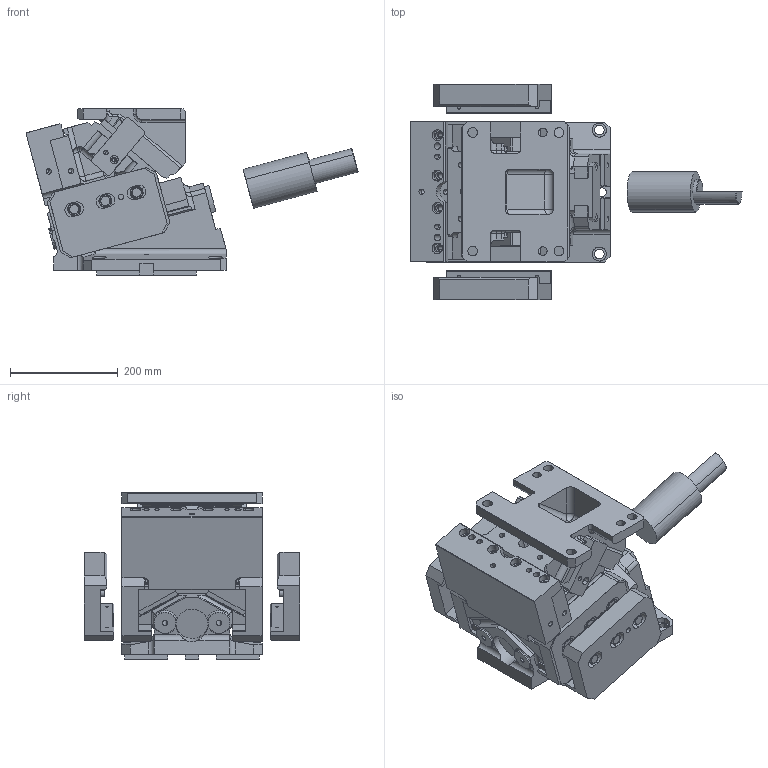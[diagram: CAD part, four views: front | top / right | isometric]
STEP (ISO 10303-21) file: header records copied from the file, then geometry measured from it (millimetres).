
FILE_DESCRIPTION(('CATIA V5 STEP Exchange','CAx-IF Rec.Pracs.--- Model Styling and Organization---1.4--- 2014-01-23','CAx-IF Rec.Pracs.---3D Tessellated Data Validation Properties---0.5---2014-09-14'),'2;1');
FILE_NAME('HS_UT_0260_15__IND_08__22593__SCHIEBERADAPTER_PART__2021_02_09__LACK__Master.stp','2021-02-10T09:18:57+00:00',('none'),('none'),'CATIA Version 5-6 Release 2019 SP3 HF8','CATIA V5 STEP AP242 v1','none');
FILE_SCHEMA(('AP242_MANAGED_MODEL_BASED_3D_ENGINEERING_MIM_LF {1 0 10303 442 1 1 4}'));
Products named in the file (1): HS_UT_0260_15__IND_08__22593__SCHIEBERADAPTER_PART__2021_02_09__LACK
Bounding box: 616.25 x 400 x 309 mm (x, y, z)
Volume: 19986839.3 mm3; surface area: 1600267.4 mm2
Topology: 8 solids, 36 shells, 1987 faces, 5079 edges, 3230 vertices
Faces by surface type: cylinder 908, plane 782, cone 168, torus 103, sphere 18, bspline 8
Entity records: 56172 total; most frequent: CARTESIAN_POINT 12444, ORIENTED_EDGE 9928, DIRECTION 7008, EDGE_CURVE 4964, AXIS2_PLACEMENT_3D 3285, VERTEX_POINT 3226, VECTOR 2515, LINE 2515
